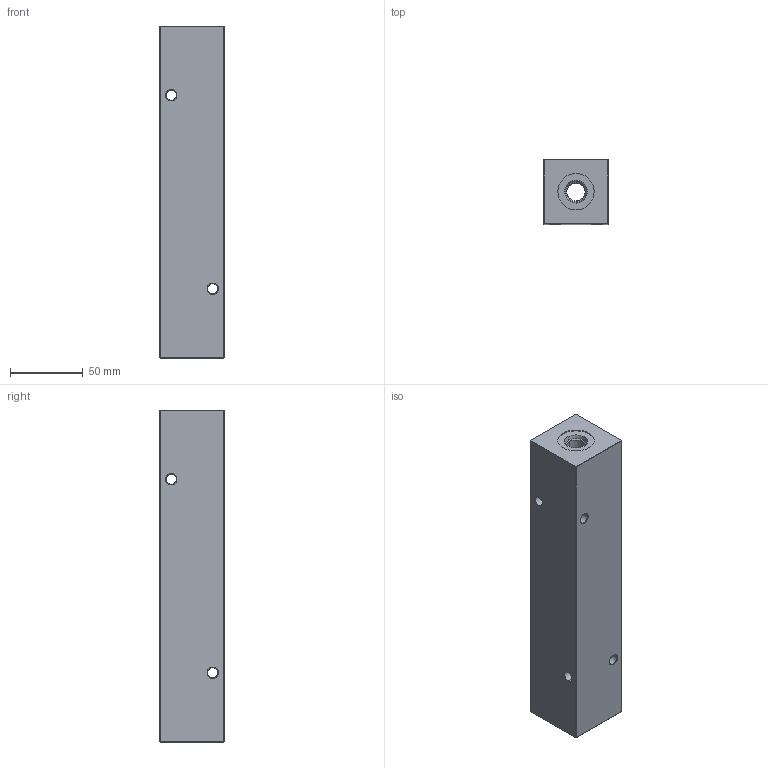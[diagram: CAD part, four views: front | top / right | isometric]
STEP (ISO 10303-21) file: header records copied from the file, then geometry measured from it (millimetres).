
FILE_DESCRIPTION (( 'STEP AP203' ), '1' );
FILE_NAME ('HM-5-90-S-6-6.STEP', '2020-11-09T21:16:42', ( '' ), ( '' ), 'SwSTEP 2.0', 'SolidWorks 2019', '' );
FILE_SCHEMA (( 'CONFIG_CONTROL_DESIGN' ));
Length unit declared in the file: inch
Products named in the file (1): HM-5-90-S-6-6
Bounding box: 44.45 x 44.45 x 228.6 mm (x, y, z)
Volume: 388417.9 mm3; surface area: 61068.2 mm2
Topology: 1 solids, 1 shells, 641 faces, 1656 edges, 1060 vertices
Faces by surface type: plane 239, bspline 203, cylinder 101, cone 98
Entity records: 29443 total; most frequent: CARTESIAN_POINT 15308, ORIENTED_EDGE 3312, DIRECTION 2193, EDGE_CURVE 1656, VERTEX_POINT 1060, LINE 863, VECTOR 863, EDGE_LOOP 718
